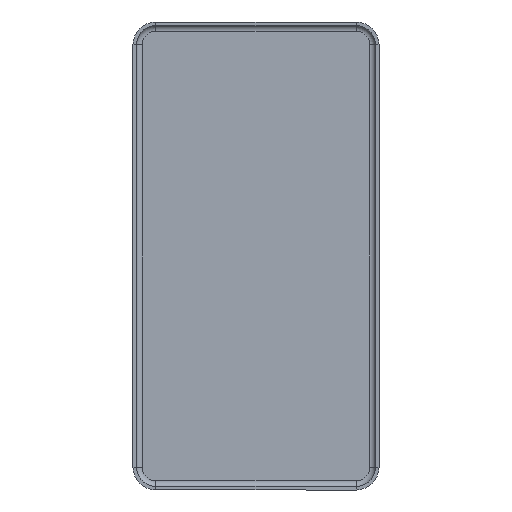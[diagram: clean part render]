
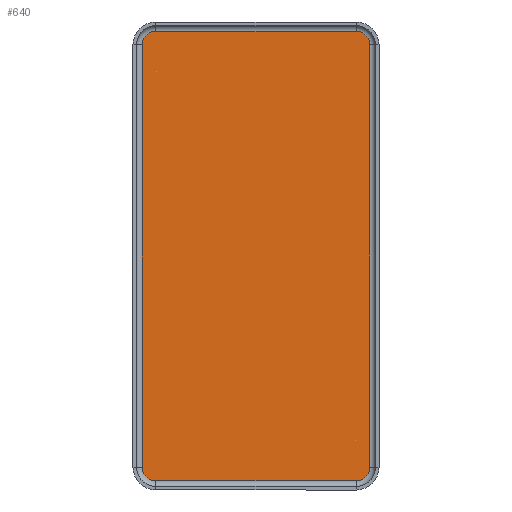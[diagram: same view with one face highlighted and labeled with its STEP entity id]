
A CAD part, front view. The second image highlights one B-rep face of the part: STEP entity #640.
In plain terms, the highlighted planar face has unit normal (0, -1, 0).
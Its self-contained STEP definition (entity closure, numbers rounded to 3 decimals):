
#13 = EDGE_CURVE ( 'NONE', #300, #395, #20, .T. ) ;
#20 = CIRCLE ( 'NONE', #810, 1.2 ) ;
#29 = CIRCLE ( 'NONE', #55, 1.2 ) ;
#42 = VERTEX_POINT ( 'NONE', #850 ) ;
#44 = CIRCLE ( 'NONE', #1105, 1.2 ) ;
#55 = AXIS2_PLACEMENT_3D ( 'NONE', #866, #961, #430 ) ;
#124 = CARTESIAN_POINT ( 'NONE',  ( -9.95, -0.3, -18.45 ) ) ;
#125 = DIRECTION ( 'NONE',  ( 0., 1., 0. ) ) ;
#179 = EDGE_CURVE ( 'NONE', #752, #300, #673, .T. ) ;
#230 = FACE_OUTER_BOUND ( 'NONE', #819, .T. ) ;
#236 = VERTEX_POINT ( 'NONE', #1060 ) ;
#287 = EDGE_CURVE ( 'NONE', #236, #864, #425, .T. ) ;
#300 = VERTEX_POINT ( 'NONE', #522 ) ;
#309 = AXIS2_PLACEMENT_3D ( 'NONE', #821, #463, #554 ) ;
#316 = ORIENTED_EDGE ( 'NONE', *, *, #287, .F. ) ;
#322 = EDGE_CURVE ( 'NONE', #42, #752, #29, .T. ) ;
#338 = DIRECTION ( 'NONE',  ( 0., 0., 1. ) ) ;
#385 = DIRECTION ( 'NONE',  ( 0., 0., 1. ) ) ;
#386 = DIRECTION ( 'NONE',  ( 0., 0., -1. ) ) ;
#395 = VERTEX_POINT ( 'NONE', #995 ) ;
#425 = CIRCLE ( 'NONE', #652, 1.2 ) ;
#426 = VERTEX_POINT ( 'NONE', #610 ) ;
#430 = DIRECTION ( 'NONE',  ( 0., 0., 1. ) ) ;
#443 = ORIENTED_EDGE ( 'NONE', *, *, #587, .F. ) ;
#460 = CARTESIAN_POINT ( 'NONE',  ( -8.75, -0.3, 19.65 ) ) ;
#462 = DIRECTION ( 'NONE',  ( 0., 0., 1. ) ) ;
#463 = DIRECTION ( 'NONE',  ( 0., -1., 0. ) ) ;
#472 = ORIENTED_EDGE ( 'NONE', *, *, #612, .F. ) ;
#484 = VECTOR ( 'NONE', #992, 1000. ) ;
#496 = DIRECTION ( 'NONE',  ( 0., 0., 1. ) ) ;
#510 = VECTOR ( 'NONE', #815, 1000. ) ;
#522 = CARTESIAN_POINT ( 'NONE',  ( 9.95, -0.3, -18.45 ) ) ;
#531 = CARTESIAN_POINT ( 'NONE',  ( -8.75, -0.3, 18.45 ) ) ;
#551 = CARTESIAN_POINT ( 'NONE',  ( -8.75, -0.3, -18.45 ) ) ;
#554 = DIRECTION ( 'NONE',  ( 0., 0., -1. ) ) ;
#577 = EDGE_CURVE ( 'NONE', #395, #426, #753, .T. ) ;
#583 = ORIENTED_EDGE ( 'NONE', *, *, #577, .F. ) ;
#587 = EDGE_CURVE ( 'NONE', #426, #916, #44, .T. ) ;
#610 = CARTESIAN_POINT ( 'NONE',  ( -8.75, -0.3, -19.65 ) ) ;
#612 = EDGE_CURVE ( 'NONE', #864, #42, #725, .T. ) ;
#640 = ADVANCED_FACE ( 'NONE', ( #230 ), #996, .T. ) ;
#648 = VECTOR ( 'NONE', #386, 1000. ) ;
#652 = AXIS2_PLACEMENT_3D ( 'NONE', #531, #876, #338 ) ;
#656 = CARTESIAN_POINT ( 'NONE',  ( 9.95, -0.3, 18.45 ) ) ;
#673 = LINE ( 'NONE', #656, #648 ) ;
#725 = LINE ( 'NONE', #460, #484 ) ;
#742 = EDGE_CURVE ( 'NONE', #916, #236, #772, .T. ) ;
#752 = VERTEX_POINT ( 'NONE', #1005 ) ;
#753 = LINE ( 'NONE', #904, #510 ) ;
#770 = CARTESIAN_POINT ( 'NONE',  ( -8.75, -0.3, 19.65 ) ) ;
#772 = LINE ( 'NONE', #838, #953 ) ;
#810 = AXIS2_PLACEMENT_3D ( 'NONE', #1027, #125, #496 ) ;
#815 = DIRECTION ( 'NONE',  ( -1., 0., 0. ) ) ;
#819 = EDGE_LOOP ( 'NONE', ( #956, #472, #316, #859, #443, #583, #991, #1174 ) ) ;
#821 = CARTESIAN_POINT ( 'NONE',  ( 8.75, -0.3, 18.45 ) ) ;
#838 = CARTESIAN_POINT ( 'NONE',  ( -9.95, -0.3, -18.45 ) ) ;
#850 = CARTESIAN_POINT ( 'NONE',  ( 8.75, -0.3, 19.65 ) ) ;
#859 = ORIENTED_EDGE ( 'NONE', *, *, #742, .F. ) ;
#864 = VERTEX_POINT ( 'NONE', #770 ) ;
#866 = CARTESIAN_POINT ( 'NONE',  ( 8.75, -0.3, 18.45 ) ) ;
#876 = DIRECTION ( 'NONE',  ( 0., 1., 0. ) ) ;
#904 = CARTESIAN_POINT ( 'NONE',  ( 8.75, -0.3, -19.65 ) ) ;
#916 = VERTEX_POINT ( 'NONE', #124 ) ;
#953 = VECTOR ( 'NONE', #385, 1000. ) ;
#956 = ORIENTED_EDGE ( 'NONE', *, *, #322, .F. ) ;
#961 = DIRECTION ( 'NONE',  ( 0., 1., 0. ) ) ;
#991 = ORIENTED_EDGE ( 'NONE', *, *, #13, .F. ) ;
#992 = DIRECTION ( 'NONE',  ( 1., 0., 0. ) ) ;
#995 = CARTESIAN_POINT ( 'NONE',  ( 8.75, -0.3, -19.65 ) ) ;
#996 = PLANE ( 'NONE',  #309 ) ;
#1005 = CARTESIAN_POINT ( 'NONE',  ( 9.95, -0.3, 18.45 ) ) ;
#1027 = CARTESIAN_POINT ( 'NONE',  ( 8.75, -0.3, -18.45 ) ) ;
#1060 = CARTESIAN_POINT ( 'NONE',  ( -9.95, -0.3, 18.45 ) ) ;
#1105 = AXIS2_PLACEMENT_3D ( 'NONE', #551, #1177, #462 ) ;
#1174 = ORIENTED_EDGE ( 'NONE', *, *, #179, .F. ) ;
#1177 = DIRECTION ( 'NONE',  ( 0., 1., 0. ) ) ;
